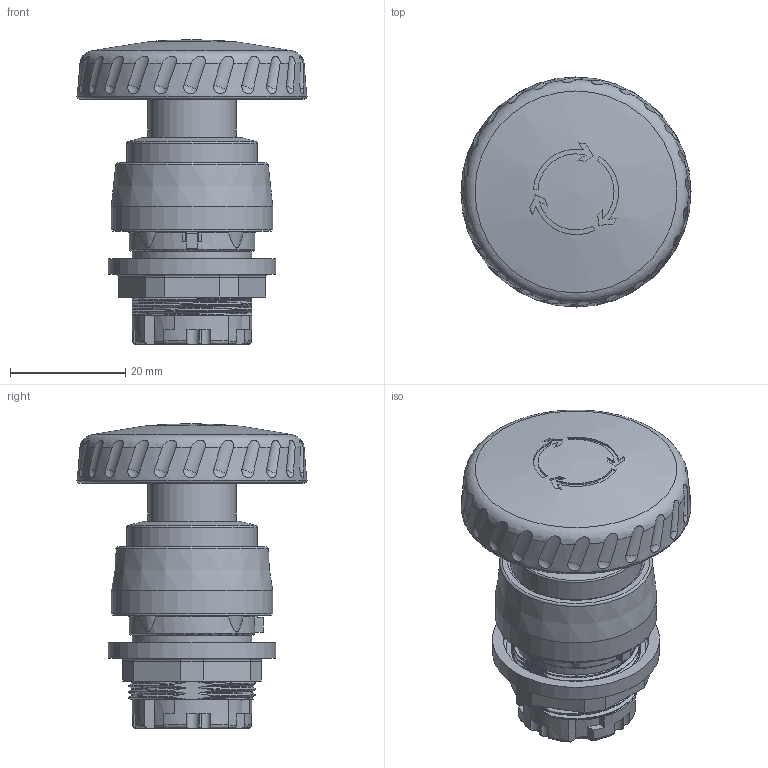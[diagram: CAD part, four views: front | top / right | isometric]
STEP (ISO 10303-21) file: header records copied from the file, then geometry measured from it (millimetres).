
FILE_DESCRIPTION(/* description */ (''),/* implementation_level */ '2;1');
FILE_NAME(/* name */ 'RV_ipt.stp',/* time_stamp */ '2017-03-30T08:33:16+02:00',/* author */ ('thagel'),/* organization */ (''),/* preprocessor_version */ 'ST-DEVELOPER v16.1',/* originating_system */ 'Autodesk Inventor 2016',/* authorisation */ '');
FILE_SCHEMA (('AUTOMOTIVE_DESIGN { 1 0 10303 214 3 1 1 }'));
Length unit declared in the file: centimetre
Products named in the file (1): RV
Bounding box: 39.9 x 39.91 x 52.86 mm (x, y, z)
Volume: 22826.7 mm3; surface area: 11656 mm2
Topology: 1 solids, 7 shells, 443 faces, 1222 edges, 790 vertices
Faces by surface type: cylinder 131, plane 115, bspline 67, sphere 61, torus 57, cone 12
Full cylindrical faces by diameter (mm): 15.3 x1, 17.997 x2, 18.6 x1, 20.75 x1, 20.917 x1, 21.85 x1, 22.6 x1, 22.7 x1, 22.9 x1, 25.35 x1, 27.65 x1, 28 x1, 29 x1
Entity records: 20737 total; most frequent: CARTESIAN_POINT 10340, ORIENTED_EDGE 2354, DIRECTION 1903, EDGE_CURVE 1173, AXIS2_PLACEMENT_3D 801, VERTEX_POINT 776, EDGE_LOOP 499, B_SPLINE_CURVE_WITH_KNOTS 448
